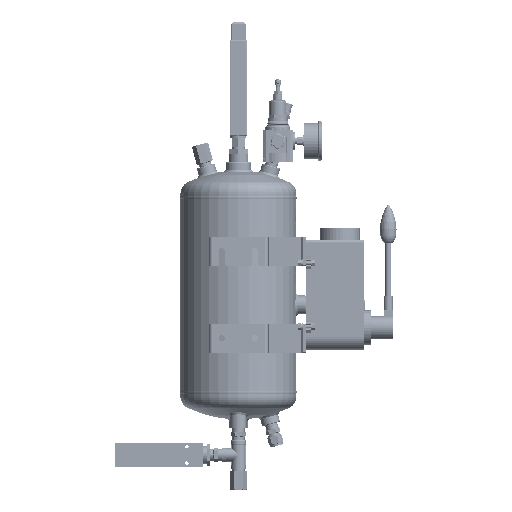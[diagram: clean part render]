
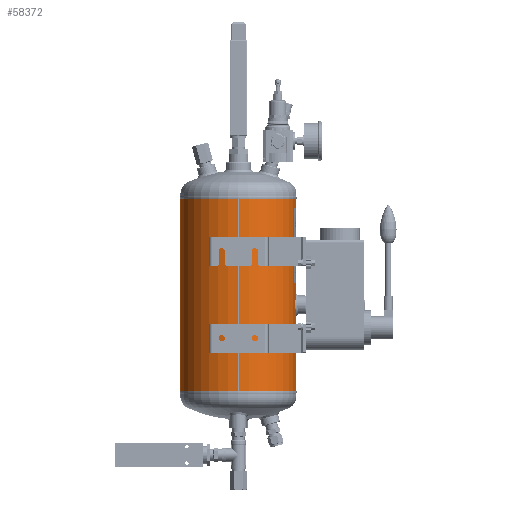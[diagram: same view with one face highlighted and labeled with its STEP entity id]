
A CAD part, left-side view. The second image highlights one B-rep face of the part: STEP entity #58372.
In plain terms, the highlighted cylindrical face has radius 100 mm (diameter 200 mm), a partial arc.
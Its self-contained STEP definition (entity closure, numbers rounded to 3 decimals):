
#3842=LINE('',#92743,#7704);
#3843=LINE('',#92748,#7705);
#3844=LINE('',#92752,#7706);
#3845=LINE('',#92756,#7707);
#7704=VECTOR('',#76678,1000.);
#7705=VECTOR('',#76681,1000.);
#7706=VECTOR('',#76684,1000.);
#7707=VECTOR('',#76687,1000.);
#11566=CIRCLE('',#70610,100.);
#11567=CIRCLE('',#70611,100.);
#11568=CIRCLE('',#70612,100.);
#11569=CIRCLE('',#70613,100.);
#13664=ORIENTED_EDGE('',*,*,#31010,.T.);
#13665=ORIENTED_EDGE('',*,*,#31011,.T.);
#13666=ORIENTED_EDGE('',*,*,#31012,.T.);
#13667=ORIENTED_EDGE('',*,*,#31013,.F.);
#13668=ORIENTED_EDGE('',*,*,#31014,.F.);
#13669=ORIENTED_EDGE('',*,*,#31015,.F.);
#13670=ORIENTED_EDGE('',*,*,#31016,.F.);
#13671=ORIENTED_EDGE('',*,*,#31017,.T.);
#13672=ORIENTED_EDGE('',*,*,#31018,.T.);
#13673=ORIENTED_EDGE('',*,*,#31019,.F.);
#13674=ORIENTED_EDGE('',*,*,#31020,.F.);
#31010=EDGE_CURVE('',#39683,#39683,#45722,.T.);
#31011=EDGE_CURVE('',#39684,#39684,#45723,.T.);
#31012=EDGE_CURVE('',#39685,#39685,#45724,.T.);
#31013=EDGE_CURVE('',#39686,#39687,#3842,.T.);
#31014=EDGE_CURVE('',#39688,#39686,#11566,.T.);
#31015=EDGE_CURVE('',#39689,#39688,#3843,.F.);
#31016=EDGE_CURVE('',#39690,#39689,#11567,.T.);
#31017=EDGE_CURVE('',#39690,#39691,#3844,.T.);
#31018=EDGE_CURVE('',#39691,#39692,#11568,.T.);
#31019=EDGE_CURVE('',#39693,#39692,#3845,.T.);
#31020=EDGE_CURVE('',#39687,#39693,#11569,.T.);
#39683=VERTEX_POINT('',#92718);
#39684=VERTEX_POINT('',#92730);
#39685=VERTEX_POINT('',#92742);
#39686=VERTEX_POINT('',#92744);
#39687=VERTEX_POINT('',#92745);
#39688=VERTEX_POINT('',#92747);
#39689=VERTEX_POINT('',#92749);
#39690=VERTEX_POINT('',#92751);
#39691=VERTEX_POINT('',#92753);
#39692=VERTEX_POINT('',#92755);
#39693=VERTEX_POINT('',#92757);
#45722=B_SPLINE_CURVE_WITH_KNOTS('',3,(#92699,#92700,#92701,#92702,#92703,
#92704,#92705,#92706,#92707,#92708,#92709,#92710,#92711,#92712,#92713,#92714,
#92715,#92716,#92717),.UNSPECIFIED.,.T.,.F.,(1,1,1,1,1,1,1,1,1,1,1,1,1,
1,1,1,1,1,1,1,1,1,1),(-0.018,-0.012,-0.006,
0.,0.006,0.012,0.018,0.023,
0.029,0.035,0.041,0.047,
0.053,0.059,0.065,0.07,
0.076,0.082,0.088,0.094,
0.1,0.106,0.112),.UNSPECIFIED.);
#45723=B_SPLINE_CURVE_WITH_KNOTS('',3,(#92719,#92720,#92721,#92722,#92723,
#92724,#92725,#92726,#92727,#92728,#92729),.UNSPECIFIED.,.T.,.F.,(1,1,1,
1,1,1,1,1,1,1,1,1,1,1,1),(-0.012,-0.008,-0.004,
0.,0.004,0.008,0.012,
0.016,0.02,0.023,0.027,
0.031,0.035,0.039,0.043),
 .UNSPECIFIED.);
#45724=B_SPLINE_CURVE_WITH_KNOTS('',3,(#92731,#92732,#92733,#92734,#92735,
#92736,#92737,#92738,#92739,#92740,#92741),.UNSPECIFIED.,.T.,.F.,(1,1,1,
1,1,1,1,1,1,1,1,1,1,1,1),(-0.012,-0.008,-0.004,
0.,0.004,0.008,0.012,
0.016,0.02,0.023,0.027,
0.031,0.035,0.039,0.043),
 .UNSPECIFIED.);
#48063=EDGE_LOOP('',(#13664));
#48064=EDGE_LOOP('',(#13665));
#48065=EDGE_LOOP('',(#13666));
#48066=EDGE_LOOP('',(#13667,#13668,#13669,#13670,#13671,#13672,#13673,#13674));
#52760=FACE_BOUND('',#48063,.T.);
#52761=FACE_BOUND('',#48064,.T.);
#52762=FACE_BOUND('',#48065,.T.);
#52763=FACE_BOUND('',#48066,.T.);
#57457=CYLINDRICAL_SURFACE('',#70609,100.);
#58372=ADVANCED_FACE('',(#52760,#52761,#52762,#52763),#57457,.T.);
#70609=AXIS2_PLACEMENT_3D('',#92698,#76676,#76677);
#70610=AXIS2_PLACEMENT_3D('',#92746,#76679,#76680);
#70611=AXIS2_PLACEMENT_3D('',#92750,#76682,#76683);
#70612=AXIS2_PLACEMENT_3D('',#92754,#76685,#76686);
#70613=AXIS2_PLACEMENT_3D('',#92758,#76688,#76689);
#76676=DIRECTION('',(0.,-1.,0.));
#76677=DIRECTION('',(0.,0.,-1.));
#76678=DIRECTION('',(0.,-1.,0.));
#76679=DIRECTION('',(0.,1.,0.));
#76680=DIRECTION('',(1.,0.,0.));
#76681=DIRECTION('',(0.,-1.,0.));
#76682=DIRECTION('',(0.,-1.,0.));
#76683=DIRECTION('',(1.,0.,0.));
#76684=DIRECTION('',(0.,-1.,0.));
#76685=DIRECTION('',(0.,1.,0.));
#76686=DIRECTION('',(1.,0.,0.));
#76687=DIRECTION('',(0.,-1.,0.));
#76688=DIRECTION('',(0.,-1.,0.));
#76689=DIRECTION('',(1.,0.,0.));
#92698=CARTESIAN_POINT('',(0.,330.,0.));
#92699=CARTESIAN_POINT('',(-98.994,187.429,14.208));
#92700=CARTESIAN_POINT('',(-98.806,181.503,15.395));
#92701=CARTESIAN_POINT('',(-98.993,175.608,14.214));
#92702=CARTESIAN_POINT('',(-99.436,170.625,10.88));
#92703=CARTESIAN_POINT('',(-99.878,167.295,5.9));
#92704=CARTESIAN_POINT('',(-100.061,166.117,0.009));
#92705=CARTESIAN_POINT('',(-99.879,167.288,-5.887));
#92706=CARTESIAN_POINT('',(-99.437,170.623,-10.879));
#92707=CARTESIAN_POINT('',(-98.992,175.61,-14.215));
#92708=CARTESIAN_POINT('',(-98.807,181.503,-15.391));
#92709=CARTESIAN_POINT('',(-98.992,187.396,-14.219));
#92710=CARTESIAN_POINT('',(-99.435,192.379,-10.892));
#92711=CARTESIAN_POINT('',(-99.877,195.718,-5.914));
#92712=CARTESIAN_POINT('',(-100.061,196.901,-0.013));
#92713=CARTESIAN_POINT('',(-99.878,195.728,5.889));
#92714=CARTESIAN_POINT('',(-99.437,192.395,10.874));
#92715=CARTESIAN_POINT('',(-98.994,187.429,14.208));
#92716=CARTESIAN_POINT('',(-98.806,181.503,15.395));
#92717=CARTESIAN_POINT('',(-98.993,175.608,14.214));
#92718=CARTESIAN_POINT('',(-98.869,181.508,15.));
#92719=CARTESIAN_POINT('',(3.922,158.915,-99.937));
#92720=CARTESIAN_POINT('',(-0.001,160.542,-100.031));
#92721=CARTESIAN_POINT('',(-3.918,158.916,-99.937));
#92722=CARTESIAN_POINT('',(-5.54,155.004,-99.844));
#92723=CARTESIAN_POINT('',(-3.921,151.083,-99.937));
#92724=CARTESIAN_POINT('',(-0.001,149.46,-100.031));
#92725=CARTESIAN_POINT('',(3.913,151.078,-99.938));
#92726=CARTESIAN_POINT('',(5.541,154.994,-99.844));
#92727=CARTESIAN_POINT('',(3.922,158.915,-99.937));
#92728=CARTESIAN_POINT('',(-0.001,160.542,-100.031));
#92729=CARTESIAN_POINT('',(-3.918,158.916,-99.937));
#92730=CARTESIAN_POINT('',(0.,160.,-100.));
#92731=CARTESIAN_POINT('',(3.922,48.915,-99.937));
#92732=CARTESIAN_POINT('',(-0.001,50.542,-100.031));
#92733=CARTESIAN_POINT('',(-3.918,48.916,-99.937));
#92734=CARTESIAN_POINT('',(-5.54,45.004,-99.844));
#92735=CARTESIAN_POINT('',(-3.921,41.083,-99.937));
#92736=CARTESIAN_POINT('',(-0.001,39.46,-100.031));
#92737=CARTESIAN_POINT('',(3.913,41.078,-99.938));
#92738=CARTESIAN_POINT('',(5.541,44.994,-99.844));
#92739=CARTESIAN_POINT('',(3.922,48.915,-99.937));
#92740=CARTESIAN_POINT('',(-0.001,50.542,-100.031));
#92741=CARTESIAN_POINT('',(-3.918,48.916,-99.937));
#92742=CARTESIAN_POINT('',(0.,50.,-100.));
#92743=CARTESIAN_POINT('',(-0.241,165.,100.));
#92744=CARTESIAN_POINT('',(-0.241,330.,100.));
#92745=CARTESIAN_POINT('',(-0.241,265.,100.));
#92746=CARTESIAN_POINT('',(0.,330.,0.));
#92747=CARTESIAN_POINT('',(0.241,330.,100.));
#92748=CARTESIAN_POINT('',(0.241,165.,100.));
#92749=CARTESIAN_POINT('',(0.241,265.,100.));
#92750=CARTESIAN_POINT('',(0.,265.,0.));
#92751=CARTESIAN_POINT('',(0.254,265.,100.));
#92752=CARTESIAN_POINT('',(0.254,265.,100.));
#92753=CARTESIAN_POINT('',(0.254,0.,100.));
#92754=CARTESIAN_POINT('',(0.,0.,0.));
#92755=CARTESIAN_POINT('',(-0.254,0.,100.));
#92756=CARTESIAN_POINT('',(-0.254,265.,100.));
#92757=CARTESIAN_POINT('',(-0.254,265.,100.));
#92758=CARTESIAN_POINT('',(0.,265.,0.));
